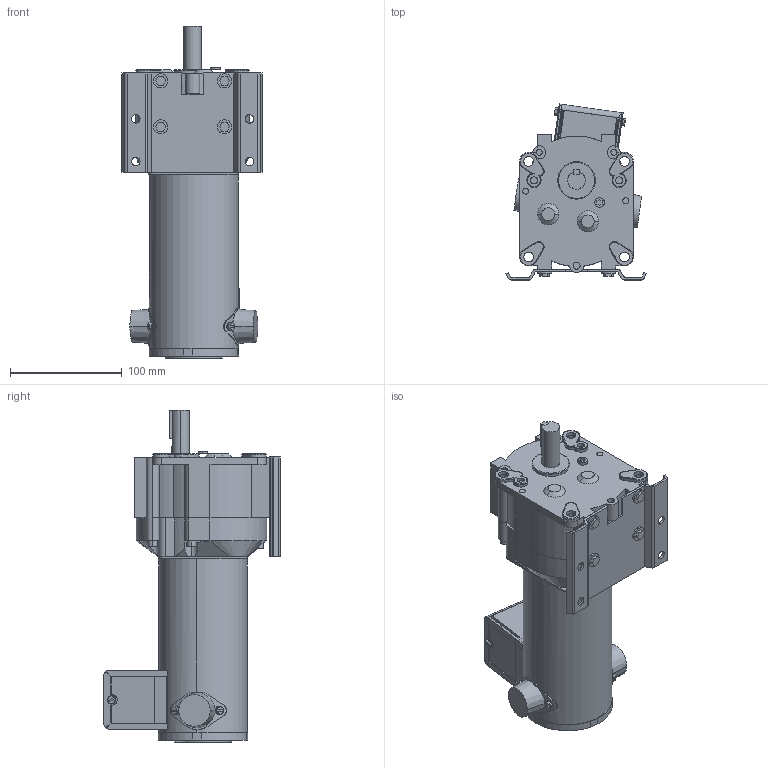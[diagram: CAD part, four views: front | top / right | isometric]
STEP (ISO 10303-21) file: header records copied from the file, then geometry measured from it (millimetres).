
FILE_DESCRIPTION (( 'STEP AP214' ), '1' );
FILE_NAME ('MTGP-P20-1K018.step', '2014-10-07T13:52:51', ( '' ), ( '' ), 'SwSTEP 2.0', 'SolidWorks 2014', '' );
FILE_SCHEMA (( 'AUTOMOTIVE_DESIGN' ));
Length unit declared in the file: inch
Products named in the file (1): MTGP-P20-1K018
Bounding box: 125.46 x 157.72 x 297.14 mm (x, y, z)
Volume: 1067039.6 mm3; surface area: 303606 mm2
Topology: 53 solids, 53 shells, 984 faces, 2468 edges, 1630 vertices
Faces by surface type: plane 567, cylinder 365, torus 22, cone 17, bspline 13
Entity records: 37613 total; most frequent: CARTESIAN_POINT 6598, DIRECTION 5081, ORIENTED_EDGE 4936, EDGE_CURVE 2468, AXIS2_PLACEMENT_3D 1743, VERTEX_POINT 1630, VECTOR 1595, LINE 1595
